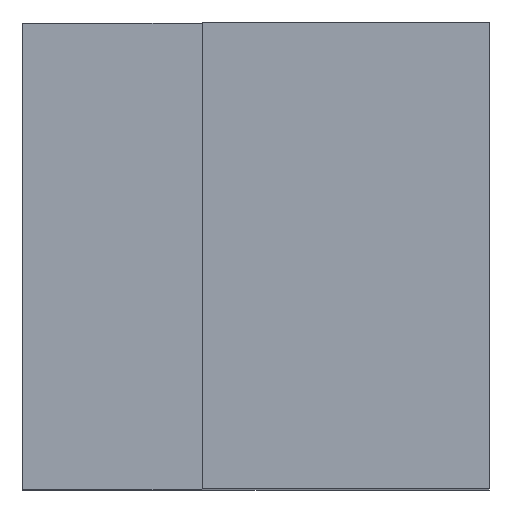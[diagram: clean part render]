
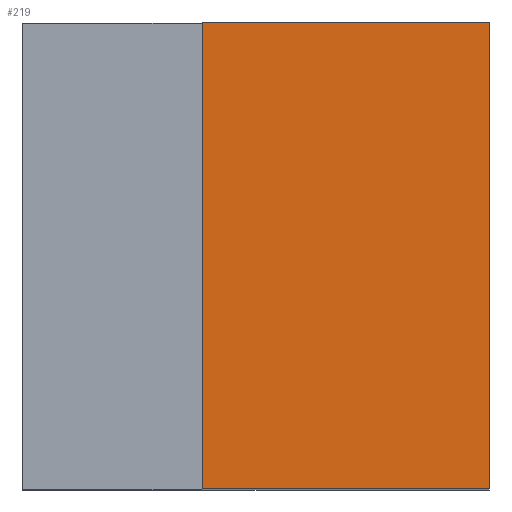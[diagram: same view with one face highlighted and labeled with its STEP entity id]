
A CAD part, top view. The second image highlights one B-rep face of the part: STEP entity #219.
In plain terms, the highlighted planar face has unit normal (0, 0, 1).
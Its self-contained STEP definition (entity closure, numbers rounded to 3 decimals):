
#219 = ADVANCED_FACE( '', ( #487 ), #488, .T. );
#487 = FACE_OUTER_BOUND( '', #812, .T. );
#488 = PLANE( '', #813 );
#812 = EDGE_LOOP( '', ( #1367, #1368, #1369, #1370 ) );
#813 = AXIS2_PLACEMENT_3D( '', #1371, #1372, #1373 );
#1367 = ORIENTED_EDGE( '', *, *, #2040, .F. );
#1368 = ORIENTED_EDGE( '', *, *, #1910, .T. );
#1369 = ORIENTED_EDGE( '', *, *, #1960, .T. );
#1370 = ORIENTED_EDGE( '', *, *, #1949, .T. );
#1371 = CARTESIAN_POINT( '', ( -6.5, -6.5, 20. ) );
#1372 = DIRECTION( '', ( 0., 0., 1. ) );
#1373 = DIRECTION( '', ( 1., 0., 0. ) );
#1910 = EDGE_CURVE( '', #2276, #2285, #2287, .T. );
#1949 = EDGE_CURVE( '', #2351, #2348, #2352, .T. );
#1960 = EDGE_CURVE( '', #2285, #2351, #2368, .T. );
#2040 = EDGE_CURVE( '', #2276, #2348, #2480, .T. );
#2276 = VERTEX_POINT( '', #2789 );
#2285 = VERTEX_POINT( '', #2802 );
#2287 = LINE( '', #2805, #2806 );
#2348 = VERTEX_POINT( '', #2895 );
#2351 = VERTEX_POINT( '', #2899 );
#2352 = LINE( '', #2900, #2901 );
#2368 = LINE( '', #2924, #2925 );
#2480 = LINE( '', #3094, #3095 );
#2789 = CARTESIAN_POINT( '', ( -1.5, -6.5, 20. ) );
#2802 = CARTESIAN_POINT( '', ( 6.5, -6.5, 20. ) );
#2805 = CARTESIAN_POINT( '', ( -6.5, -6.5, 20. ) );
#2806 = VECTOR( '', #3353, 1000. );
#2895 = CARTESIAN_POINT( '', ( -1.5, 6.5, 20. ) );
#2899 = CARTESIAN_POINT( '', ( 6.5, 6.5, 20. ) );
#2900 = CARTESIAN_POINT( '', ( 6.5, 6.5, 20. ) );
#2901 = VECTOR( '', #3383, 1000. );
#2924 = CARTESIAN_POINT( '', ( 6.5, -6.5, 20. ) );
#2925 = VECTOR( '', #3394, 1000. );
#3094 = CARTESIAN_POINT( '', ( -1.5, -6.5, 20. ) );
#3095 = VECTOR( '', #3455, 1000. );
#3353 = DIRECTION( '', ( 1., 0., 0. ) );
#3383 = DIRECTION( '', ( -1., 0., 0. ) );
#3394 = DIRECTION( '', ( 0., 1., 0. ) );
#3455 = DIRECTION( '', ( 0., 1., 0. ) );
